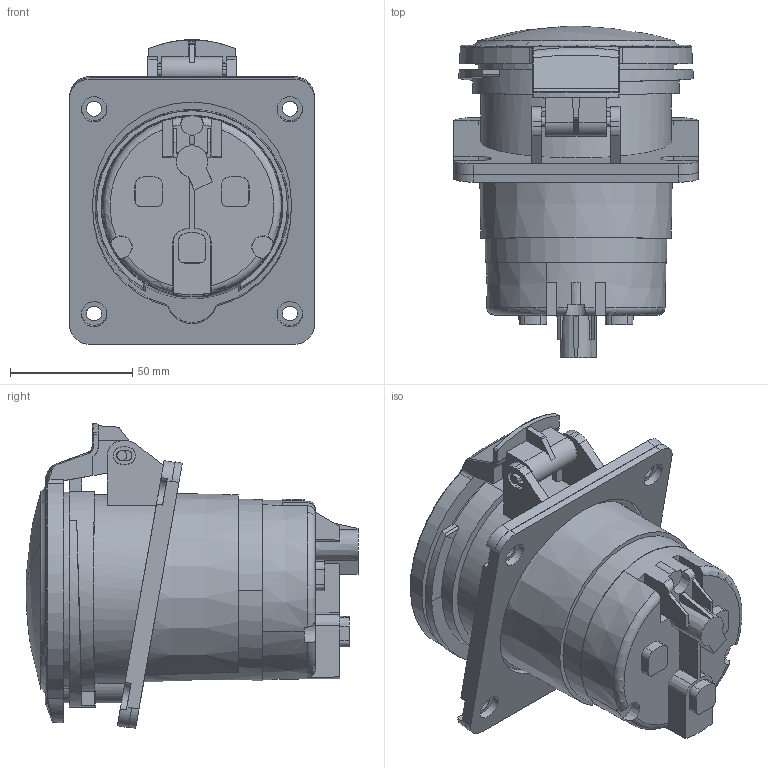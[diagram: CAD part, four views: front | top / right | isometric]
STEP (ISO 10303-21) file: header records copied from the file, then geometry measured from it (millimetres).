
FILE_DESCRIPTION((''),'2;1');
FILE_NAME('GW63216H_SW0002','2020-09-07T09:51:31',('User'),('Technoprobe spa'),'CREO PARAMETRIC BY PTC INC, 2020074','CREO PARAMETRIC BY PTC INC, 2020074','');
FILE_SCHEMA(('CONFIG_CONTROL_DESIGN'));
Length unit declared in the file: millimetre
Products named in the file (1): GW63216H_SW0002
Bounding box: 100 x 135.68 x 124.46 mm (x, y, z)
Volume: 630354.8 mm3; surface area: 70183.4 mm2
Topology: 1 solids, 1 shells, 299 faces, 840 edges, 554 vertices
Faces by surface type: plane 145, cylinder 61, cone 43, bspline 23, torus 15, extrusion 8, sphere 4
Entity records: 11685 total; most frequent: CARTESIAN_POINT 4060, ORIENTED_EDGE 1676, DIRECTION 1468, EDGE_CURVE 838, VERTEX_POINT 554, AXIS2_PLACEMENT_3D 528, VECTOR 412, LINE 404
